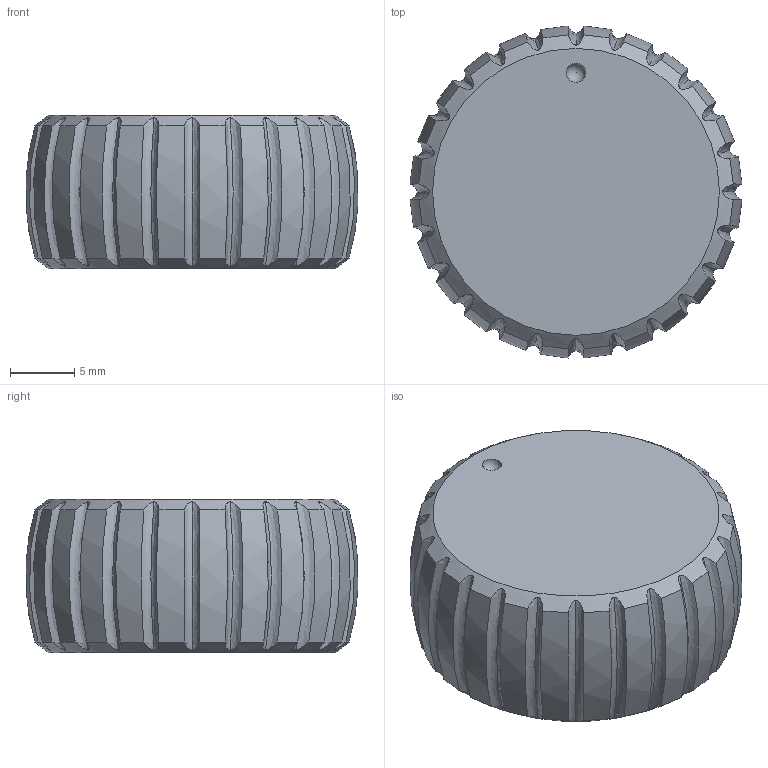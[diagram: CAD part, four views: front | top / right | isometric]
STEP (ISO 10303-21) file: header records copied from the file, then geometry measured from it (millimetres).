
FILE_DESCRIPTION(('FreeCAD Model'),'2;1');
FILE_NAME('Open CASCADE Shape Model','2025-02-02T12:26:04',(''),(''), 'Open CASCADE STEP processor 7.8','FreeCAD','Unknown');
FILE_SCHEMA(('AUTOMOTIVE_DESIGN { 1 0 10303 214 1 1 1 1 }'));
Length unit declared in the file: millimetre
Products named in the file (1): Cut
Bounding box: 25.92 x 25.92 x 12 mm (x, y, z)
Volume: 5477.5 mm3; surface area: 2161.6 mm2
Topology: 1 solids, 1 shells, 87 faces, 242 edges, 159 vertices
Faces by surface type: revolution 72, plane 7, cone 5, cylinder 2, sphere 1
Full cylindrical faces by diameter (mm): 8 x1
Entity records: 12277 total; most frequent: CARTESIAN_POINT 10157, ORIENTED_EDGE 482, DIRECTION 336, EDGE_CURVE 241, B_SPLINE_CURVE_WITH_KNOTS 192, VERTEX_POINT 159, AXIS2_PLACEMENT_3D 127, FACE_BOUND 90
